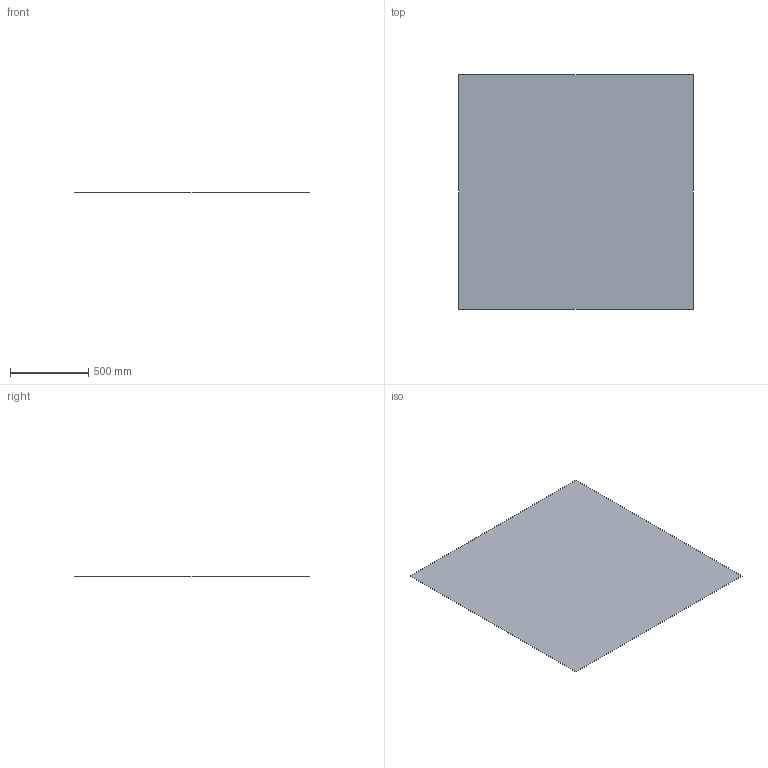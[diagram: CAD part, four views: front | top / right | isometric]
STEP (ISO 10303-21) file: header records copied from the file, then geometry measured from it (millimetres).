
FILE_DESCRIPTION(/* description */ (''),/* implementation_level */ '2;1');
FILE_NAME(/* name */ '20250909_plane.step',/* time_stamp */ '2025-09-09T16:12:01+09:00',/* author */ (''),/* organization */ (''),/* preprocessor_version */ 'ST-DEVELOPER v20.1',/* originating_system */ 'Autodesk Translation Framework v14.10.0.0',/* authorisation */ '');
FILE_SCHEMA (('AUTOMOTIVE_DESIGN { 1 0 10303 214 3 1 1 }'));
Length unit declared in the file: metre
Products named in the file (1): (Unsaved)
Bounding box: 1500 x 1500 x 0 mm (x, y, z)
Surface area: 2250000 mm2 (no closed solid volume)
Topology: 0 solids, 1 shells, 1 faces, 4 edges, 4 vertices
Faces by surface type: plane 1
Entity records: 79 total; most frequent: CARTESIAN_POINT 10, DIRECTION 8, LINE 4, VECTOR 4, VERTEX_POINT 4, EDGE_CURVE 4, ORIENTED_EDGE 4, DERIVED_UNIT_ELEMENT 2
